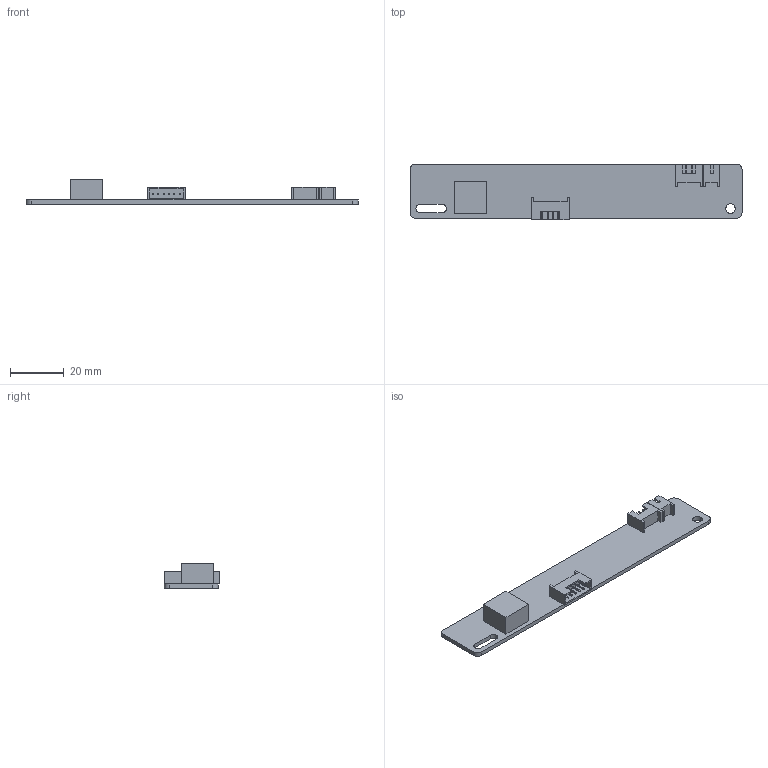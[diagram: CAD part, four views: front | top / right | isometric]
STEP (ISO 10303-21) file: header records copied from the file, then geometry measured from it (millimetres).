
FILE_DESCRIPTION((''),'2;1');
FILE_NAME('LED-18U01V5_0-A90722','2024-04-02T10:36:02',('SNT-DESIGN'),(''),'CREO PARAMETRIC BY PTC INC, 2016510','CREO PARAMETRIC BY PTC INC, 2016510','');
FILE_SCHEMA(('CONFIG_CONTROL_DESIGN'));
Length unit declared in the file: millimetre
Products named in the file (1): LED-18U01V5_0-A90722
Bounding box: 123 x 20.57 x 9.1 mm (x, y, z)
Volume: 5429.9 mm3; surface area: 6647 mm2
Topology: 1 solids, 1 shells, 123 faces, 322 edges, 214 vertices
Faces by surface type: plane 115, cylinder 8
Entity records: 3762 total; most frequent: CARTESIAN_POINT 659, ORIENTED_EDGE 644, DIRECTION 584, EDGE_CURVE 322, VECTOR 306, LINE 306, VERTEX_POINT 214, EDGE_LOOP 140
